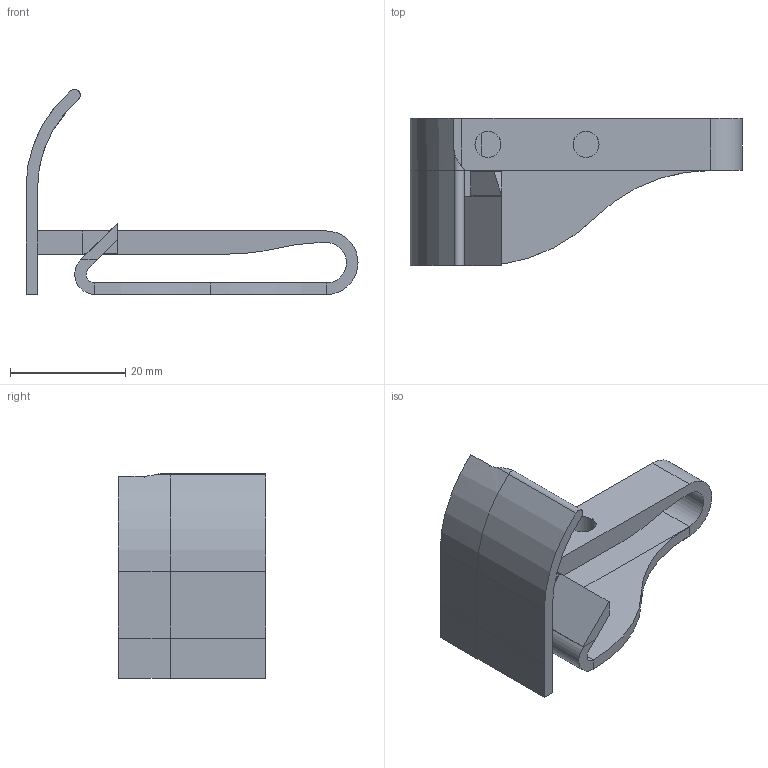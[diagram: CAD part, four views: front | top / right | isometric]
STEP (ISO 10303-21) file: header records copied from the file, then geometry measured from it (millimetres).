
FILE_DESCRIPTION(('FreeCAD Model'),'2;1');
FILE_NAME('Open CASCADE Shape Model','2025-07-20T22:23:24',(''),(''), 'Open CASCADE STEP processor 7.8','FreeCAD','Unknown');
FILE_SCHEMA(('AUTOMOTIVE_DESIGN { 1 0 10303 214 1 1 1 1 }'));
Length unit declared in the file: millimetre
Products named in the file (1): Deflector_long
Bounding box: 57.5 x 25.5 x 35.5 mm (x, y, z)
Volume: 5604 mm3; surface area: 6008.1 mm2
Topology: 1 solids, 1 shells, 65 faces, 159 edges, 96 vertices
Faces by surface type: plane 46, cylinder 19
Full cylindrical faces by diameter (mm): 4.5 x2
Entity records: 4195 total; most frequent: CARTESIAN_POINT 965, DIRECTION 603, LINE 405, VECTOR 405, ORIENTED_EDGE 318, PCURVE 318, DEFINITIONAL_REPRESENTATION 318, EDGE_CURVE 159
